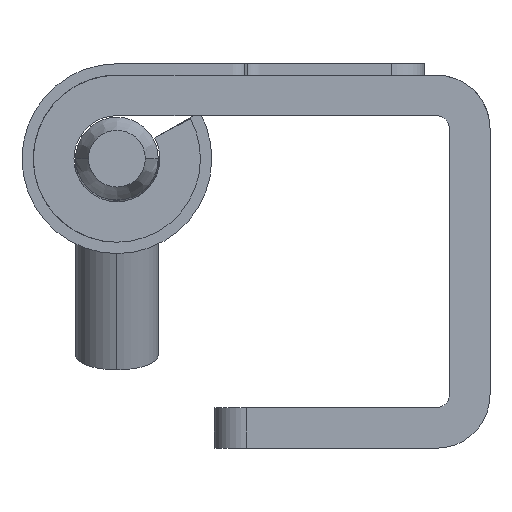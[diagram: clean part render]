
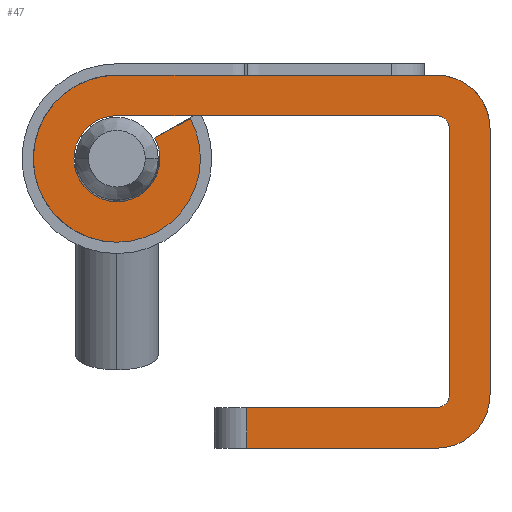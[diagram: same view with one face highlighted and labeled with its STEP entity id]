
A CAD part, front view. The second image highlights one B-rep face of the part: STEP entity #47.
In plain terms, the highlighted planar face has unit normal (0, 1, 0).
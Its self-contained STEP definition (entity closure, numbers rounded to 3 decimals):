
#47=ADVANCED_FACE('',(#137),#1595,.T.);
#137=FACE_OUTER_BOUND('',#231,.T.);
#231=EDGE_LOOP('',(#407,#408,#409,#410,#411,#412,#413,#414,#415,#416,#417,
#418,#419,#420,#421,#422));
#407=ORIENTED_EDGE('',*,*,#845,.T.);
#408=ORIENTED_EDGE('',*,*,#837,.F.);
#409=ORIENTED_EDGE('',*,*,#840,.F.);
#410=ORIENTED_EDGE('',*,*,#846,.T.);
#411=ORIENTED_EDGE('',*,*,#900,.T.);
#412=ORIENTED_EDGE('',*,*,#847,.T.);
#413=ORIENTED_EDGE('',*,*,#884,.F.);
#414=ORIENTED_EDGE('',*,*,#883,.F.);
#415=ORIENTED_EDGE('',*,*,#889,.T.);
#416=ORIENTED_EDGE('',*,*,#857,.T.);
#417=ORIENTED_EDGE('',*,*,#856,.T.);
#418=ORIENTED_EDGE('',*,*,#848,.T.);
#419=ORIENTED_EDGE('',*,*,#818,.T.);
#420=ORIENTED_EDGE('',*,*,#825,.F.);
#421=ORIENTED_EDGE('',*,*,#828,.T.);
#422=ORIENTED_EDGE('',*,*,#830,.F.);
#818=EDGE_CURVE('',#1409,#1408,#1096,.T.);
#825=EDGE_CURVE('',#1412,#1408,#1307,.T.);
#828=EDGE_CURVE('',#1412,#1414,#1100,.T.);
#830=EDGE_CURVE('',#1418,#1414,#1309,.T.);
#837=EDGE_CURVE('',#1427,#1428,#1316,.T.);
#840=EDGE_CURVE('',#1434,#1427,#1102,.T.);
#845=EDGE_CURVE('',#1418,#1428,#1318,.T.);
#846=EDGE_CURVE('',#1434,#1439,#1319,.T.);
#847=EDGE_CURVE('',#1440,#1441,#1320,.T.);
#848=EDGE_CURVE('',#1444,#1409,#1321,.T.);
#856=EDGE_CURVE('',#1452,#1444,#1107,.T.);
#857=EDGE_CURVE('',#1443,#1452,#1108,.T.);
#883=EDGE_CURVE('',#1442,#1464,#1121,.T.);
#884=EDGE_CURVE('',#1464,#1441,#1122,.T.);
#889=EDGE_CURVE('',#1442,#1443,#1337,.T.);
#900=EDGE_CURVE('',#1439,#1440,#1125,.T.);
#1096=TRIMMED_CURVE($,#1196,(#2482),(#2483),.T.,.CARTESIAN.);
#1100=TRIMMED_CURVE($,#1200,(#2506),(#2507),.T.,.CARTESIAN.);
#1102=TRIMMED_CURVE($,#1202,(#2532),(#2533),.T.,.CARTESIAN.);
#1107=TRIMMED_CURVE($,#1207,(#2569),(#2570),.T.,.CARTESIAN.);
#1108=TRIMMED_CURVE($,#1208,(#2572),(#2573),.T.,.CARTESIAN.);
#1121=TRIMMED_CURVE($,#1221,(#2639),(#2640),.T.,.CARTESIAN.);
#1122=TRIMMED_CURVE($,#1222,(#2642),(#2643),.T.,.CARTESIAN.);
#1125=TRIMMED_CURVE($,#1225,(#2679),(#2680),.T.,.CARTESIAN.);
#1196=CIRCLE('',#1766,3.3);
#1200=CIRCLE('',#1770,3.3);
#1202=CIRCLE('',#1772,0.8);
#1207=CIRCLE('',#1777,5.15);
#1208=CIRCLE('',#1778,5.15);
#1221=CIRCLE('',#1791,2.65);
#1222=CIRCLE('',#1792,2.65);
#1225=CIRCLE('',#1795,0.8);
#1307=B_SPLINE_CURVE_WITH_KNOTS('',1,(#2498,#2499),.UNSPECIFIED.,.F.,.F.,
(2,2),(0.,16.4),.UNSPECIFIED.);
#1309=B_SPLINE_CURVE_WITH_KNOTS('',1,(#2510,#2511),.UNSPECIFIED.,.F.,.F.,
(2,2),(0.,11.7),.UNSPECIFIED.);
#1316=B_SPLINE_CURVE_WITH_KNOTS('',1,(#2524,#2525),.UNSPECIFIED.,.F.,.F.,
(2,2),(0.,11.7),.UNSPECIFIED.);
#1318=B_SPLINE_CURVE_WITH_KNOTS('',1,(#2544,#2545),.UNSPECIFIED.,.F.,.F.,
(2,2),(0.,2.5),.UNSPECIFIED.);
#1319=B_SPLINE_CURVE_WITH_KNOTS('',1,(#2546,#2547),.UNSPECIFIED.,.F.,.F.,
(2,2),(0.,16.4),.UNSPECIFIED.);
#1320=B_SPLINE_CURVE_WITH_KNOTS('',1,(#2548,#2549),.UNSPECIFIED.,.F.,.F.,
(2,2),(0.,19.7),.UNSPECIFIED.);
#1321=B_SPLINE_CURVE_WITH_KNOTS('',1,(#2550,#2551),.UNSPECIFIED.,.F.,.F.,
(2,2),(0.,19.7),.UNSPECIFIED.);
#1337=B_SPLINE_CURVE_WITH_KNOTS('',1,(#2652,#2653),.UNSPECIFIED.,.F.,.F.,
(2,2),(-2.5,0.),.UNSPECIFIED.);
#1408=VERTEX_POINT('',#2329);
#1409=VERTEX_POINT('',#2330);
#1412=VERTEX_POINT('',#2333);
#1414=VERTEX_POINT('',#2335);
#1418=VERTEX_POINT('',#2339);
#1427=VERTEX_POINT('',#2348);
#1428=VERTEX_POINT('',#2349);
#1434=VERTEX_POINT('',#2355);
#1439=VERTEX_POINT('',#2360);
#1440=VERTEX_POINT('',#2361);
#1441=VERTEX_POINT('',#2362);
#1442=VERTEX_POINT('',#2363);
#1443=VERTEX_POINT('',#2364);
#1444=VERTEX_POINT('',#2365);
#1452=VERTEX_POINT('',#2373);
#1464=VERTEX_POINT('',#2385);
#1595=PLANE('',#1727);
#1727=AXIS2_PLACEMENT_3D('',#2192,#1909,$);
#1766=AXIS2_PLACEMENT_3D($,#2481,#1958,#1959);
#1770=AXIS2_PLACEMENT_3D($,#2505,#1966,#1967);
#1772=AXIS2_PLACEMENT_3D($,#2531,#1970,#1971);
#1777=AXIS2_PLACEMENT_3D($,#2568,#1980,#1981);
#1778=AXIS2_PLACEMENT_3D($,#2571,#1982,#1983);
#1791=AXIS2_PLACEMENT_3D($,#2638,#2008,#2009);
#1792=AXIS2_PLACEMENT_3D($,#2641,#2010,#2011);
#1795=AXIS2_PLACEMENT_3D($,#2678,#2016,#2017);
#1909=DIRECTION('',(0.,1.,0.));
#1958=DIRECTION('',(0.,1.,0.));
#1959=DIRECTION('',(0.,0.,1.));
#1966=DIRECTION('',(0.,1.,0.));
#1967=DIRECTION('',(1.,0.,0.));
#1970=DIRECTION('',(0.,1.,0.));
#1971=DIRECTION('',(1.,0.,0.));
#1980=DIRECTION('',(0.,1.,0.));
#1981=DIRECTION('',(0.,0.,-1.));
#1982=DIRECTION('',(0.,1.,0.));
#1983=DIRECTION('',(0.878,0.,0.479));
#2008=DIRECTION('',(0.,1.,0.));
#2009=DIRECTION('',(0.878,0.,0.479));
#2010=DIRECTION('',(0.,1.,0.));
#2011=DIRECTION('',(0.,0.,-1.));
#2016=DIRECTION('',(0.,-1.,0.));
#2017=DIRECTION('',(1.,0.,0.));
#2192=CARTESIAN_POINT('',(-11.916,-32.5,-5.515));
#2329=CARTESIAN_POINT('',(16.516,-32.5,14.185));
#2330=CARTESIAN_POINT('',(13.216,-32.5,17.485));
#2333=CARTESIAN_POINT('',(16.516,-32.5,-2.215));
#2335=CARTESIAN_POINT('',(13.216,-32.5,-5.515));
#2339=CARTESIAN_POINT('',(1.516,-32.5,-5.515));
#2348=CARTESIAN_POINT('',(13.216,-32.5,-3.015));
#2349=CARTESIAN_POINT('',(1.516,-32.5,-3.015));
#2355=CARTESIAN_POINT('',(14.016,-32.5,-2.215));
#2360=CARTESIAN_POINT('',(14.016,-32.5,14.185));
#2361=CARTESIAN_POINT('',(13.216,-32.5,14.985));
#2362=CARTESIAN_POINT('',(-6.484,-32.5,14.985));
#2363=CARTESIAN_POINT('',(-4.158,-32.5,13.604));
#2364=CARTESIAN_POINT('',(-1.963,-32.5,14.801));
#2365=CARTESIAN_POINT('',(-6.484,-32.5,17.485));
#2373=CARTESIAN_POINT('',(-6.484,-32.5,7.185));
#2385=CARTESIAN_POINT('',(-6.484,-32.5,9.685));
#2481=CARTESIAN_POINT('',(13.216,-32.5,14.185));
#2482=CARTESIAN_POINT('',(13.216,-32.5,17.485));
#2483=CARTESIAN_POINT('',(16.516,-32.5,14.185));
#2498=CARTESIAN_POINT('',(16.516,-32.5,-2.215));
#2499=CARTESIAN_POINT('',(16.516,-32.5,14.185));
#2505=CARTESIAN_POINT('',(13.216,-32.5,-2.215));
#2506=CARTESIAN_POINT('',(16.516,-32.5,-2.215));
#2507=CARTESIAN_POINT('',(13.216,-32.5,-5.515));
#2510=CARTESIAN_POINT('',(1.516,-32.5,-5.515));
#2511=CARTESIAN_POINT('',(13.216,-32.5,-5.515));
#2524=CARTESIAN_POINT('',(13.216,-32.5,-3.015));
#2525=CARTESIAN_POINT('',(1.516,-32.5,-3.015));
#2531=CARTESIAN_POINT('',(13.216,-32.5,-2.215));
#2532=CARTESIAN_POINT('',(14.016,-32.5,-2.215));
#2533=CARTESIAN_POINT('',(13.216,-32.5,-3.015));
#2544=CARTESIAN_POINT('',(1.516,-32.5,-5.515));
#2545=CARTESIAN_POINT('',(1.516,-32.5,-3.015));
#2546=CARTESIAN_POINT('',(14.016,-32.5,-2.215));
#2547=CARTESIAN_POINT('',(14.016,-32.5,14.185));
#2548=CARTESIAN_POINT('',(13.216,-32.5,14.985));
#2549=CARTESIAN_POINT('',(-6.484,-32.5,14.985));
#2550=CARTESIAN_POINT('',(-6.484,-32.5,17.485));
#2551=CARTESIAN_POINT('',(13.216,-32.5,17.485));
#2568=CARTESIAN_POINT('',(-6.484,-32.5,12.335));
#2569=CARTESIAN_POINT('',(-6.484,-32.5,7.185));
#2570=CARTESIAN_POINT('',(-6.484,-32.5,17.485));
#2571=CARTESIAN_POINT('',(-6.484,-32.5,12.335));
#2572=CARTESIAN_POINT('',(-1.963,-32.5,14.801));
#2573=CARTESIAN_POINT('',(-6.484,-32.5,7.185));
#2638=CARTESIAN_POINT('',(-6.484,-32.5,12.335));
#2639=CARTESIAN_POINT('',(-4.158,-32.5,13.604));
#2640=CARTESIAN_POINT('',(-6.484,-32.5,9.685));
#2641=CARTESIAN_POINT('',(-6.484,-32.5,12.335));
#2642=CARTESIAN_POINT('',(-6.484,-32.5,9.685));
#2643=CARTESIAN_POINT('',(-6.484,-32.5,14.985));
#2652=CARTESIAN_POINT('',(-4.158,-32.5,13.604));
#2653=CARTESIAN_POINT('',(-1.963,-32.5,14.801));
#2678=CARTESIAN_POINT('',(13.216,-32.5,14.185));
#2679=CARTESIAN_POINT('',(14.016,-32.5,14.185));
#2680=CARTESIAN_POINT('',(13.216,-32.5,14.985));
